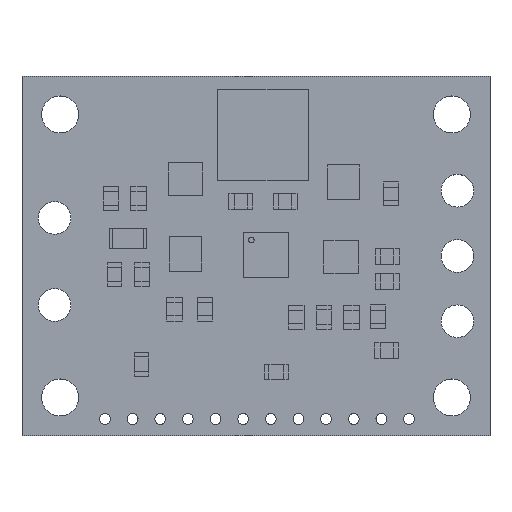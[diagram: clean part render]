
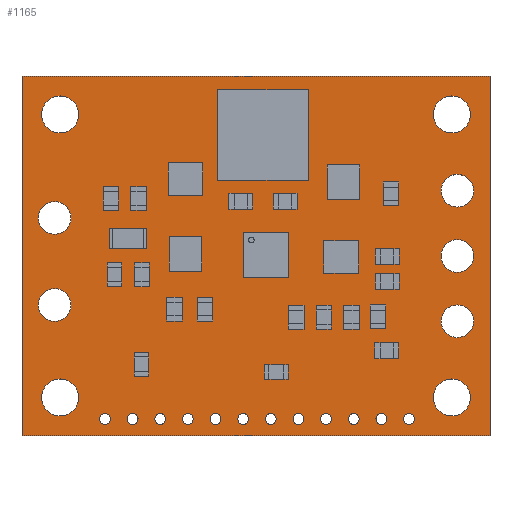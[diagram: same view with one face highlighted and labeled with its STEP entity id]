
A CAD part, top view. The second image highlights one B-rep face of the part: STEP entity #1165.
In plain terms, the highlighted planar face has unit normal (0, 0, 1).
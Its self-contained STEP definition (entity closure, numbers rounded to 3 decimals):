
#280 = VERTEX_POINT('',#281);
#281 = CARTESIAN_POINT('',(0.,0.,1.613));
#287 = EDGE_CURVE('',#280,#288,#290,.T.);
#288 = VERTEX_POINT('',#289);
#289 = CARTESIAN_POINT('',(0.,33.,1.613));
#290 = LINE('',#291,#292);
#291 = CARTESIAN_POINT('',(0.,0.,1.613));
#292 = VECTOR('',#293,1.);
#293 = DIRECTION('',(0.,1.,0.));
#318 = EDGE_CURVE('',#288,#319,#321,.T.);
#319 = VERTEX_POINT('',#320);
#320 = CARTESIAN_POINT('',(43.,33.,1.613));
#321 = LINE('',#322,#323);
#322 = CARTESIAN_POINT('',(0.,33.,1.613));
#323 = VECTOR('',#324,1.);
#324 = DIRECTION('',(1.,0.,0.));
#349 = EDGE_CURVE('',#319,#350,#352,.T.);
#350 = VERTEX_POINT('',#351);
#351 = CARTESIAN_POINT('',(43.,0.,1.613));
#352 = LINE('',#353,#354);
#353 = CARTESIAN_POINT('',(43.,33.,1.613));
#354 = VECTOR('',#355,1.);
#355 = DIRECTION('',(0.,-1.,0.));
#380 = EDGE_CURVE('',#350,#280,#381,.T.);
#381 = LINE('',#382,#383);
#382 = CARTESIAN_POINT('',(43.,0.,1.613));
#383 = VECTOR('',#384,1.);
#384 = DIRECTION('',(-1.,0.,0.));
#404 = VERTEX_POINT('',#405);
#405 = CARTESIAN_POINT('',(10.66,1.524,1.613));
#411 = EDGE_CURVE('',#404,#404,#412,.T.);
#412 = CIRCLE('',#413,0.5);
#413 = AXIS2_PLACEMENT_3D('',#414,#415,#416);
#414 = CARTESIAN_POINT('',(10.16,1.524,1.613));
#415 = DIRECTION('',(0.,0.,1.));
#416 = DIRECTION('',(1.,0.,0.));
#437 = VERTEX_POINT('',#438);
#438 = CARTESIAN_POINT('',(8.12,1.524,1.613));
#444 = EDGE_CURVE('',#437,#437,#445,.T.);
#445 = CIRCLE('',#446,0.5);
#446 = AXIS2_PLACEMENT_3D('',#447,#448,#449);
#447 = CARTESIAN_POINT('',(7.62,1.524,1.613));
#448 = DIRECTION('',(0.,0.,1.));
#449 = DIRECTION('',(1.,0.,0.));
#470 = VERTEX_POINT('',#471);
#471 = CARTESIAN_POINT('',(20.82,1.524,1.613));
#477 = EDGE_CURVE('',#470,#470,#478,.T.);
#478 = CIRCLE('',#479,0.5);
#479 = AXIS2_PLACEMENT_3D('',#480,#481,#482);
#480 = CARTESIAN_POINT('',(20.32,1.524,1.613));
#481 = DIRECTION('',(0.,0.,1.));
#482 = DIRECTION('',(1.,0.,0.));
#503 = VERTEX_POINT('',#504);
#504 = CARTESIAN_POINT('',(13.2,1.524,1.613));
#510 = EDGE_CURVE('',#503,#503,#511,.T.);
#511 = CIRCLE('',#512,0.5);
#512 = AXIS2_PLACEMENT_3D('',#513,#514,#515);
#513 = CARTESIAN_POINT('',(12.7,1.524,1.613));
#514 = DIRECTION('',(0.,0.,1.));
#515 = DIRECTION('',(1.,0.,0.));
#536 = VERTEX_POINT('',#537);
#537 = CARTESIAN_POINT('',(18.28,1.524,1.613));
#543 = EDGE_CURVE('',#536,#536,#544,.T.);
#544 = CIRCLE('',#545,0.5);
#545 = AXIS2_PLACEMENT_3D('',#546,#547,#548);
#546 = CARTESIAN_POINT('',(17.78,1.524,1.613));
#547 = DIRECTION('',(0.,0.,1.));
#548 = DIRECTION('',(1.,0.,0.));
#569 = VERTEX_POINT('',#570);
#570 = CARTESIAN_POINT('',(4.5,12.,1.613));
#576 = EDGE_CURVE('',#569,#569,#577,.T.);
#577 = CIRCLE('',#578,1.5);
#578 = AXIS2_PLACEMENT_3D('',#579,#580,#581);
#579 = CARTESIAN_POINT('',(3.,12.,1.613));
#580 = DIRECTION('',(0.,0.,1.));
#581 = DIRECTION('',(1.,0.,0.));
#602 = VERTEX_POINT('',#603);
#603 = CARTESIAN_POINT('',(4.5,20.,1.613));
#609 = EDGE_CURVE('',#602,#602,#610,.T.);
#610 = CIRCLE('',#611,1.5);
#611 = AXIS2_PLACEMENT_3D('',#612,#613,#614);
#612 = CARTESIAN_POINT('',(3.,20.,1.613));
#613 = DIRECTION('',(0.,0.,1.));
#614 = DIRECTION('',(1.,0.,0.));
#635 = VERTEX_POINT('',#636);
#636 = CARTESIAN_POINT('',(15.74,1.524,1.613));
#642 = EDGE_CURVE('',#635,#635,#643,.T.);
#643 = CIRCLE('',#644,0.5);
#644 = AXIS2_PLACEMENT_3D('',#645,#646,#647);
#645 = CARTESIAN_POINT('',(15.24,1.524,1.613));
#646 = DIRECTION('',(0.,0.,1.));
#647 = DIRECTION('',(1.,0.,0.));
#668 = VERTEX_POINT('',#669);
#669 = CARTESIAN_POINT('',(5.2,29.5,1.613));
#675 = EDGE_CURVE('',#668,#668,#676,.T.);
#676 = CIRCLE('',#677,1.7);
#677 = AXIS2_PLACEMENT_3D('',#678,#679,#680);
#678 = CARTESIAN_POINT('',(3.5,29.5,1.613));
#679 = DIRECTION('',(0.,0.,1.));
#680 = DIRECTION('',(1.,0.,0.));
#701 = VERTEX_POINT('',#702);
#702 = CARTESIAN_POINT('',(5.2,3.5,1.613));
#708 = EDGE_CURVE('',#701,#701,#709,.T.);
#709 = CIRCLE('',#710,1.7);
#710 = AXIS2_PLACEMENT_3D('',#711,#712,#713);
#711 = CARTESIAN_POINT('',(3.5,3.5,1.613));
#712 = DIRECTION('',(0.,0.,1.));
#713 = DIRECTION('',(1.,0.,0.));
#734 = VERTEX_POINT('',#735);
#735 = CARTESIAN_POINT('',(25.9,1.524,1.613));
#741 = EDGE_CURVE('',#734,#734,#742,.T.);
#742 = CIRCLE('',#743,0.5);
#743 = AXIS2_PLACEMENT_3D('',#744,#745,#746);
#744 = CARTESIAN_POINT('',(25.4,1.524,1.613));
#745 = DIRECTION('',(0.,0.,1.));
#746 = DIRECTION('',(1.,0.,0.));
#767 = VERTEX_POINT('',#768);
#768 = CARTESIAN_POINT('',(23.36,1.524,1.613));
#774 = EDGE_CURVE('',#767,#767,#775,.T.);
#775 = CIRCLE('',#776,0.5);
#776 = AXIS2_PLACEMENT_3D('',#777,#778,#779);
#777 = CARTESIAN_POINT('',(22.86,1.524,1.613));
#778 = DIRECTION('',(0.,0.,1.));
#779 = DIRECTION('',(1.,0.,0.));
#800 = VERTEX_POINT('',#801);
#801 = CARTESIAN_POINT('',(33.52,1.524,1.613));
#807 = EDGE_CURVE('',#800,#800,#808,.T.);
#808 = CIRCLE('',#809,0.5);
#809 = AXIS2_PLACEMENT_3D('',#810,#811,#812);
#810 = CARTESIAN_POINT('',(33.02,1.524,1.613));
#811 = DIRECTION('',(0.,0.,1.));
#812 = DIRECTION('',(1.,0.,0.));
#833 = VERTEX_POINT('',#834);
#834 = CARTESIAN_POINT('',(28.44,1.524,1.613));
#840 = EDGE_CURVE('',#833,#833,#841,.T.);
#841 = CIRCLE('',#842,0.5);
#842 = AXIS2_PLACEMENT_3D('',#843,#844,#845);
#843 = CARTESIAN_POINT('',(27.94,1.524,1.613));
#844 = DIRECTION('',(0.,0.,1.));
#845 = DIRECTION('',(1.,0.,0.));
#866 = VERTEX_POINT('',#867);
#867 = CARTESIAN_POINT('',(30.98,1.524,1.613));
#873 = EDGE_CURVE('',#866,#866,#874,.T.);
#874 = CIRCLE('',#875,0.5);
#875 = AXIS2_PLACEMENT_3D('',#876,#877,#878);
#876 = CARTESIAN_POINT('',(30.48,1.524,1.613));
#877 = DIRECTION('',(0.,0.,1.));
#878 = DIRECTION('',(1.,0.,0.));
#899 = VERTEX_POINT('',#900);
#900 = CARTESIAN_POINT('',(36.06,1.524,1.613));
#906 = EDGE_CURVE('',#899,#899,#907,.T.);
#907 = CIRCLE('',#908,0.5);
#908 = AXIS2_PLACEMENT_3D('',#909,#910,#911);
#909 = CARTESIAN_POINT('',(35.56,1.524,1.613));
#910 = DIRECTION('',(0.,0.,1.));
#911 = DIRECTION('',(1.,0.,0.));
#932 = VERTEX_POINT('',#933);
#933 = CARTESIAN_POINT('',(41.2,29.5,1.613));
#939 = EDGE_CURVE('',#932,#932,#940,.T.);
#940 = CIRCLE('',#941,1.7);
#941 = AXIS2_PLACEMENT_3D('',#942,#943,#944);
#942 = CARTESIAN_POINT('',(39.5,29.5,1.613));
#943 = DIRECTION('',(0.,0.,1.));
#944 = DIRECTION('',(1.,0.,0.));
#965 = VERTEX_POINT('',#966);
#966 = CARTESIAN_POINT('',(41.2,3.5,1.613));
#972 = EDGE_CURVE('',#965,#965,#973,.T.);
#973 = CIRCLE('',#974,1.7);
#974 = AXIS2_PLACEMENT_3D('',#975,#976,#977);
#975 = CARTESIAN_POINT('',(39.5,3.5,1.613));
#976 = DIRECTION('',(0.,0.,1.));
#977 = DIRECTION('',(1.,0.,0.));
#998 = VERTEX_POINT('',#999);
#999 = CARTESIAN_POINT('',(41.5,10.5,1.613));
#1005 = EDGE_CURVE('',#998,#998,#1006,.T.);
#1006 = CIRCLE('',#1007,1.5);
#1007 = AXIS2_PLACEMENT_3D('',#1008,#1009,#1010);
#1008 = CARTESIAN_POINT('',(40.,10.5,1.613));
#1009 = DIRECTION('',(0.,0.,1.));
#1010 = DIRECTION('',(1.,0.,0.));
#1031 = VERTEX_POINT('',#1032);
#1032 = CARTESIAN_POINT('',(41.5,22.5,1.613));
#1038 = EDGE_CURVE('',#1031,#1031,#1039,.T.);
#1039 = CIRCLE('',#1040,1.5);
#1040 = AXIS2_PLACEMENT_3D('',#1041,#1042,#1043);
#1041 = CARTESIAN_POINT('',(40.,22.5,1.613));
#1042 = DIRECTION('',(0.,0.,1.));
#1043 = DIRECTION('',(1.,0.,0.));
#1064 = VERTEX_POINT('',#1065);
#1065 = CARTESIAN_POINT('',(41.5,16.5,1.613));
#1071 = EDGE_CURVE('',#1064,#1064,#1072,.T.);
#1072 = CIRCLE('',#1073,1.5);
#1073 = AXIS2_PLACEMENT_3D('',#1074,#1075,#1076);
#1074 = CARTESIAN_POINT('',(40.,16.5,1.613));
#1075 = DIRECTION('',(0.,0.,1.));
#1076 = DIRECTION('',(1.,0.,0.));
#1165 = ADVANCED_FACE('',(#1166,#1172,#1175,#1178,#1181,#1184,#1187,
    #1190,#1193,#1196,#1199,#1202,#1205,#1208,#1211,#1214,#1217,#1220,
    #1223,#1226,#1229,#1232),#1235,.T.);
#1166 = FACE_BOUND('',#1167,.F.);
#1167 = EDGE_LOOP('',(#1168,#1169,#1170,#1171));
#1168 = ORIENTED_EDGE('',*,*,#287,.T.);
#1169 = ORIENTED_EDGE('',*,*,#318,.T.);
#1170 = ORIENTED_EDGE('',*,*,#349,.T.);
#1171 = ORIENTED_EDGE('',*,*,#380,.T.);
#1172 = FACE_BOUND('',#1173,.T.);
#1173 = EDGE_LOOP('',(#1174));
#1174 = ORIENTED_EDGE('',*,*,#411,.F.);
#1175 = FACE_BOUND('',#1176,.T.);
#1176 = EDGE_LOOP('',(#1177));
#1177 = ORIENTED_EDGE('',*,*,#444,.F.);
#1178 = FACE_BOUND('',#1179,.T.);
#1179 = EDGE_LOOP('',(#1180));
#1180 = ORIENTED_EDGE('',*,*,#477,.F.);
#1181 = FACE_BOUND('',#1182,.T.);
#1182 = EDGE_LOOP('',(#1183));
#1183 = ORIENTED_EDGE('',*,*,#510,.F.);
#1184 = FACE_BOUND('',#1185,.T.);
#1185 = EDGE_LOOP('',(#1186));
#1186 = ORIENTED_EDGE('',*,*,#543,.F.);
#1187 = FACE_BOUND('',#1188,.T.);
#1188 = EDGE_LOOP('',(#1189));
#1189 = ORIENTED_EDGE('',*,*,#576,.F.);
#1190 = FACE_BOUND('',#1191,.T.);
#1191 = EDGE_LOOP('',(#1192));
#1192 = ORIENTED_EDGE('',*,*,#609,.F.);
#1193 = FACE_BOUND('',#1194,.T.);
#1194 = EDGE_LOOP('',(#1195));
#1195 = ORIENTED_EDGE('',*,*,#642,.F.);
#1196 = FACE_BOUND('',#1197,.T.);
#1197 = EDGE_LOOP('',(#1198));
#1198 = ORIENTED_EDGE('',*,*,#675,.F.);
#1199 = FACE_BOUND('',#1200,.T.);
#1200 = EDGE_LOOP('',(#1201));
#1201 = ORIENTED_EDGE('',*,*,#708,.F.);
#1202 = FACE_BOUND('',#1203,.T.);
#1203 = EDGE_LOOP('',(#1204));
#1204 = ORIENTED_EDGE('',*,*,#741,.F.);
#1205 = FACE_BOUND('',#1206,.T.);
#1206 = EDGE_LOOP('',(#1207));
#1207 = ORIENTED_EDGE('',*,*,#774,.F.);
#1208 = FACE_BOUND('',#1209,.T.);
#1209 = EDGE_LOOP('',(#1210));
#1210 = ORIENTED_EDGE('',*,*,#807,.F.);
#1211 = FACE_BOUND('',#1212,.T.);
#1212 = EDGE_LOOP('',(#1213));
#1213 = ORIENTED_EDGE('',*,*,#840,.F.);
#1214 = FACE_BOUND('',#1215,.T.);
#1215 = EDGE_LOOP('',(#1216));
#1216 = ORIENTED_EDGE('',*,*,#873,.F.);
#1217 = FACE_BOUND('',#1218,.T.);
#1218 = EDGE_LOOP('',(#1219));
#1219 = ORIENTED_EDGE('',*,*,#906,.F.);
#1220 = FACE_BOUND('',#1221,.T.);
#1221 = EDGE_LOOP('',(#1222));
#1222 = ORIENTED_EDGE('',*,*,#939,.F.);
#1223 = FACE_BOUND('',#1224,.T.);
#1224 = EDGE_LOOP('',(#1225));
#1225 = ORIENTED_EDGE('',*,*,#972,.F.);
#1226 = FACE_BOUND('',#1227,.T.);
#1227 = EDGE_LOOP('',(#1228));
#1228 = ORIENTED_EDGE('',*,*,#1005,.F.);
#1229 = FACE_BOUND('',#1230,.T.);
#1230 = EDGE_LOOP('',(#1231));
#1231 = ORIENTED_EDGE('',*,*,#1038,.F.);
#1232 = FACE_BOUND('',#1233,.T.);
#1233 = EDGE_LOOP('',(#1234));
#1234 = ORIENTED_EDGE('',*,*,#1071,.F.);
#1235 = PLANE('',#1236);
#1236 = AXIS2_PLACEMENT_3D('',#1237,#1238,#1239);
#1237 = CARTESIAN_POINT('',(0.,0.,1.613));
#1238 = DIRECTION('',(0.,0.,1.));
#1239 = DIRECTION('',(1.,0.,0.));
